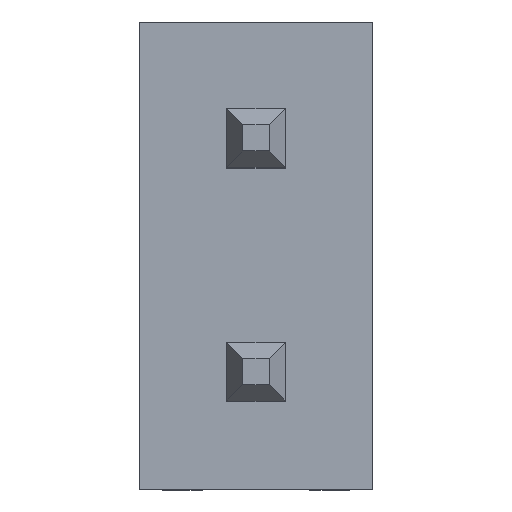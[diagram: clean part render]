
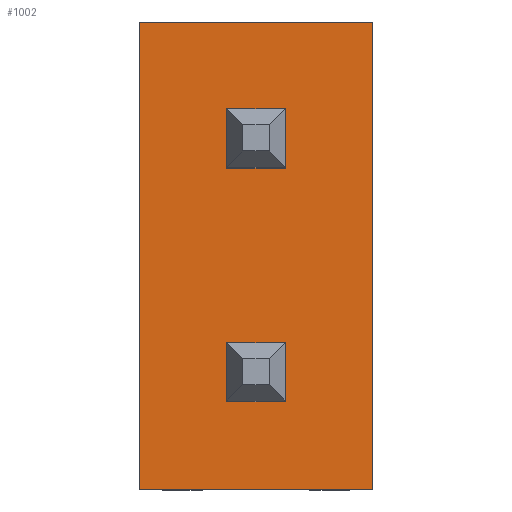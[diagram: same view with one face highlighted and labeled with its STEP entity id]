
A CAD part, top view. The second image highlights one B-rep face of the part: STEP entity #1002.
In plain terms, the highlighted planar face has unit normal (0, 0, 1).
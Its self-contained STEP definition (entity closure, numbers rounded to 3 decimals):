
#28=FACE_OUTER_BOUND($,#90,.T.);
#90=EDGE_LOOP($,(#686,#687,#688,#689));
#146=LINE($,#1401,#286);
#166=LINE($,#1445,#306);
#175=LINE($,#1461,#315);
#176=LINE($,#1462,#316);
#286=VECTOR($,#1135,5.08);
#306=VECTOR($,#1165,2.54);
#315=VECTOR($,#1176,2.54);
#316=VECTOR($,#1177,5.08);
#426=VERTEX_POINT($,#1399);
#427=VERTEX_POINT($,#1400);
#446=VERTEX_POINT($,#1444);
#452=VERTEX_POINT($,#1460);
#514=EDGE_CURVE($,#426,#427,#146,.T.);
#534=EDGE_CURVE($,#446,#427,#166,.T.);
#543=EDGE_CURVE($,#426,#452,#175,.T.);
#544=EDGE_CURVE($,#452,#446,#176,.T.);
#686=ORIENTED_EDGE($,*,*,#543,.T.);
#687=ORIENTED_EDGE($,*,*,#544,.T.);
#688=ORIENTED_EDGE($,*,*,#534,.T.);
#689=ORIENTED_EDGE($,*,*,#514,.F.);
#940=PLANE($,#1075);
#1002=ADVANCED_FACE($,(#28),#940,.F.);
#1075=AXIS2_PLACEMENT_3D($,#1459,#1174,#1175);
#1135=DIRECTION($,(0.,1.,0.));
#1165=DIRECTION($,(-1.,0.,0.));
#1174=DIRECTION('center_axis',(0.,0.,-1.));
#1175=DIRECTION('ref_axis',(1.,0.,0.));
#1176=DIRECTION($,(1.,0.,0.));
#1177=DIRECTION($,(0.,1.,0.));
#1399=CARTESIAN_POINT('',(-1.27,-2.54,2.54));
#1400=CARTESIAN_POINT('',(-1.27,2.54,2.54));
#1401=CARTESIAN_POINT($,(-1.27,0.,2.54));
#1444=CARTESIAN_POINT('',(1.27,2.54,2.54));
#1445=CARTESIAN_POINT($,(1.143,2.54,2.54));
#1459=CARTESIAN_POINT('Origin',(0.,0.,
2.54));
#1460=CARTESIAN_POINT('',(1.27,-2.54,2.54));
#1461=CARTESIAN_POINT($,(1.143,-2.54,2.54));
#1462=CARTESIAN_POINT($,(1.27,0.,2.54));
